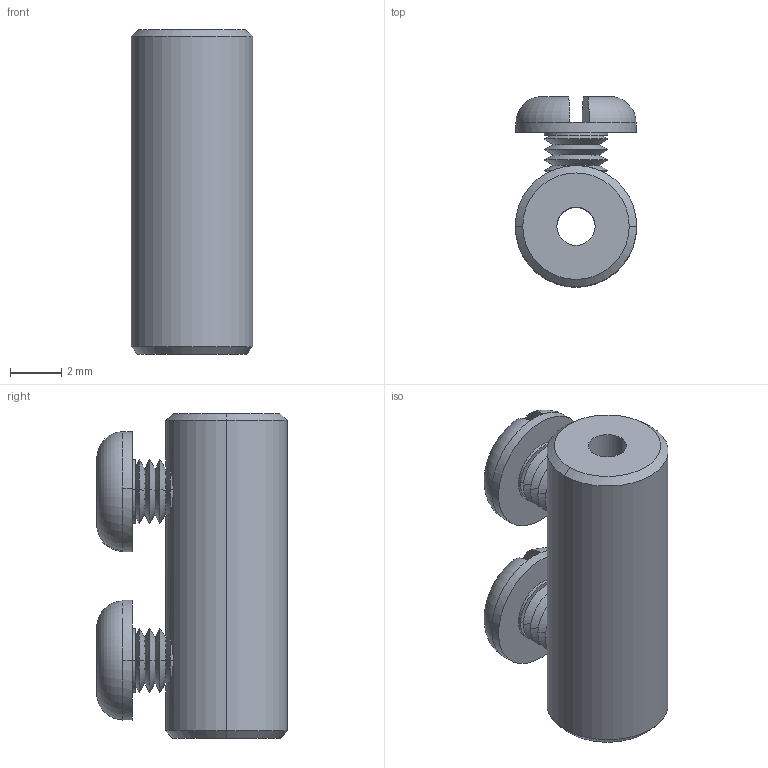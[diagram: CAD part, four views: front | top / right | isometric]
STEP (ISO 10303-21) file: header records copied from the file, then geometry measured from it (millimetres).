
FILE_DESCRIPTION (( 'STEP AP203' ), '1' );
FILE_NAME ('A0725-1-CN.STEP', '2013-11-06T14:11:56', ( '' ), ( '' ), 'SwSTEP 2.0', 'SolidWorks 2012', '' );
FILE_SCHEMA (( 'CONFIG_CONTROL_DESIGN' ));
Length unit declared in the file: inch
Products named in the file (3): A0726-1; A0727-3; A0725-1-CN
Assembly tree (3 placements, depth 2):
  A0725-1-CN
    A0726-1
    A0727-3  x2
Bounding box: 4.75 x 7.45 x 12.7 mm (x, y, z)
Volume: 247.6 mm3; surface area: 479.1 mm2
Topology: 3 solids, 3 shells, 108 faces, 224 edges, 122 vertices
Faces by surface type: cone 64, plane 20, cylinder 18, torus 6
Entity records: 2185 total; most frequent: CARTESIAN_POINT 457, DIRECTION 322, ORIENTED_EDGE 272, EDGE_CURVE 136, AXIS2_PLACEMENT_3D 132, VERTEX_POINT 75, EDGE_LOOP 69, FACE_OUTER_BOUND 64
